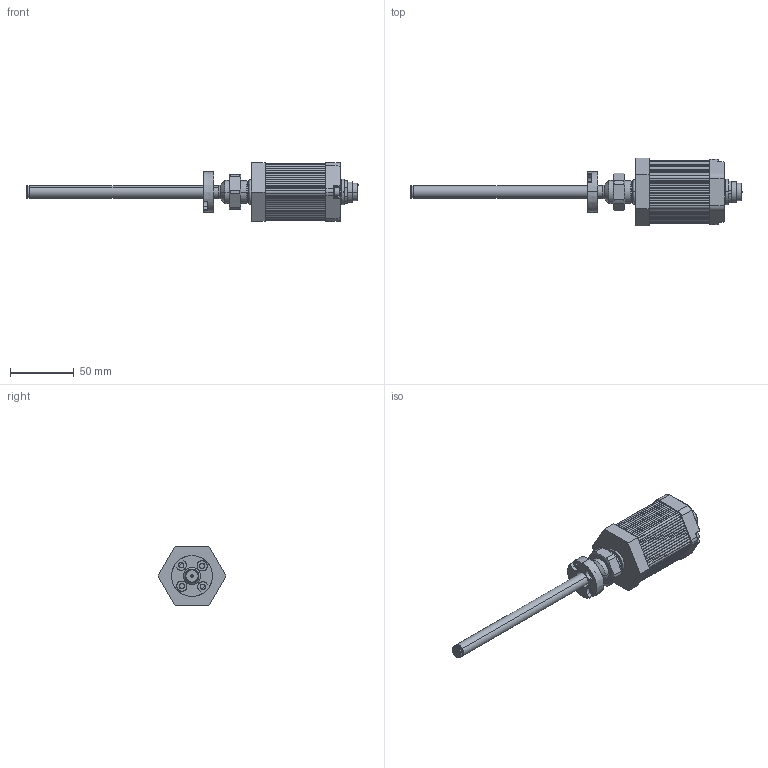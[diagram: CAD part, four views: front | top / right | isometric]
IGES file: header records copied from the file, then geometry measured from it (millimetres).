
Start section: SolidWorks IGES file using analytic representation for surfaces
Global section: file name: TMI_0100_004_xxx_101.IGS; native system: SolidWorks 2005 by SolidWorks Corporation; preprocessor: SolidWorks 2005 by SolidWorks Corporation; author: Albrecht; date: 060404.105559; units: millimetre
Bounding box: 259.7 x 53.12 x 46 mm (x, y, z)
Surface area: 55847.4 mm2 (no closed solid volume)
Topology: 0 solids, 0 shells, 1617 faces, 16870 edges, 16836 vertices
Faces by surface type: bspline 932, revolution 685
